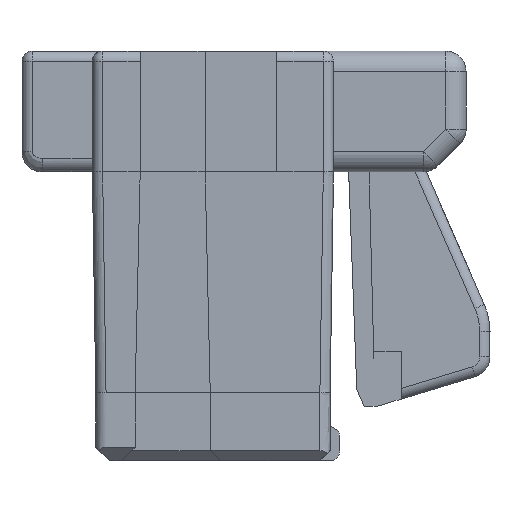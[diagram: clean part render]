
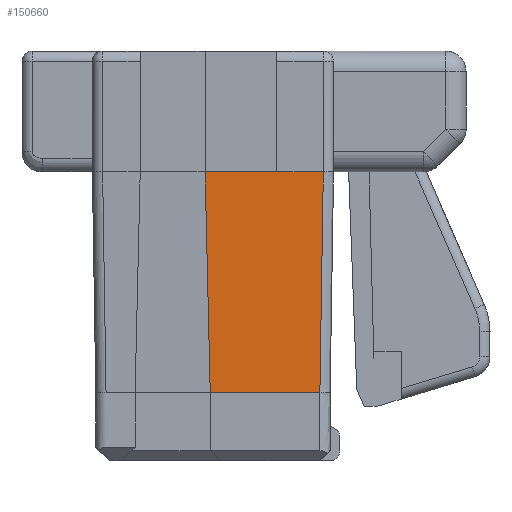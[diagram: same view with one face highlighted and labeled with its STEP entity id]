
A CAD part, front view. The second image highlights one B-rep face of the part: STEP entity #150660.
In plain terms, the highlighted planar face has unit normal (0, -1, -0.015).
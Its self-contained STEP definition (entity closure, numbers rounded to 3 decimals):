
#9320=CARTESIAN_POINT('',(-34.703,-46.565,
129.295));
#9330=DIRECTION('',(1.,0.,0.));
#9340=VECTOR('',#9330,1.);
#9350=LINE('',#9320,#9340);
#9360=CARTESIAN_POINT('',(-34.453,-46.565,
129.295));
#9370=VERTEX_POINT('',#9360);
#9380=CARTESIAN_POINT('',(-33.403,-46.565,
129.295));
#9390=VERTEX_POINT('',#9380);
#9400=EDGE_CURVE('',#9370,#9390,#9350,.T.);
#9810=CARTESIAN_POINT('',(-34.416,-46.541,
127.709));
#9820=DIRECTION('',(-0.023,-0.015,
1.));
#9830=VECTOR('',#9820,1.);
#9840=LINE('',#9810,#9830);
#9850=CARTESIAN_POINT('',(-34.378,-46.515,
126.065));
#9860=VERTEX_POINT('',#9850);
#9870=EDGE_CURVE('',#9860,#9370,#9840,.T.);
#11220=CARTESIAN_POINT('',(-32.773,-46.515,
126.065));
#11230=VERTEX_POINT('',#11220);
#11280=CARTESIAN_POINT('',(-34.703,-46.515,
126.065));
#11290=DIRECTION('',(1.,0.,0.));
#11300=VECTOR('',#11290,1.);
#11310=LINE('',#11280,#11300);
#11320=EDGE_CURVE('',#9860,#11230,#11310,.T.);
#56050=CARTESIAN_POINT('',(-32.773,-46.515,
126.065));
#56060=CARTESIAN_POINT('',(-32.773,-46.516,
126.083));
#56070=CARTESIAN_POINT('',(-32.772,-46.516,
126.101));
#56080=CARTESIAN_POINT('',(-32.756,-46.532,
127.16));
#56090=CARTESIAN_POINT('',(-32.74,-46.549,
128.2));
#56100=CARTESIAN_POINT('',(-32.723,-46.565,
129.259));
#56110=CARTESIAN_POINT('',(-32.723,-46.565,
129.277));
#56120=CARTESIAN_POINT('',(-32.723,-46.565,
129.295));
#56130=B_SPLINE_CURVE_WITH_KNOTS('',3,(#56050,#56060,#56070,#56080,
#56090,#56100,#56110,#56120),.UNSPECIFIED.,.F.,.F.,(4,2,2,4),(0.,
0.054,3.177,3.231),.UNSPECIFIED.);
#56140=CARTESIAN_POINT('',(-32.723,-46.565,
129.295));
#56150=VERTEX_POINT('',#56140);
#56160=EDGE_CURVE('',#11230,#56150,#56130,.T.);
#148170=CARTESIAN_POINT('',(-33.523,-46.565,
129.295));
#148180=DIRECTION('',(1.,0.,0.));
#148190=VECTOR('',#148180,1.);
#148200=LINE('',#148170,#148190);
#148210=EDGE_CURVE('',#9390,#56150,#148200,.T.);
#150540=CARTESIAN_POINT('',(-33.503,-46.565,
129.295));
#150550=DIRECTION('',(0.,1.,
0.015));
#150560=DIRECTION('',(0.,0.015,
-1.));
#150570=AXIS2_PLACEMENT_3D('',#150540,#150550,#150560);
#150580=PLANE('',#150570);
#150590=ORIENTED_EDGE('',*,*,#56160,.T.);
#150600=ORIENTED_EDGE('',*,*,#11320,.T.);
#150610=ORIENTED_EDGE('',*,*,#9870,.F.);
#150620=ORIENTED_EDGE('',*,*,#9400,.F.);
#150630=ORIENTED_EDGE('',*,*,#148210,.F.);
#150640=EDGE_LOOP('',(#150630,#150620,#150610,#150600,#150590));
#150650=FACE_OUTER_BOUND('',#150640,.T.);
#150660=ADVANCED_FACE('',(#150650),#150580,.F.);
